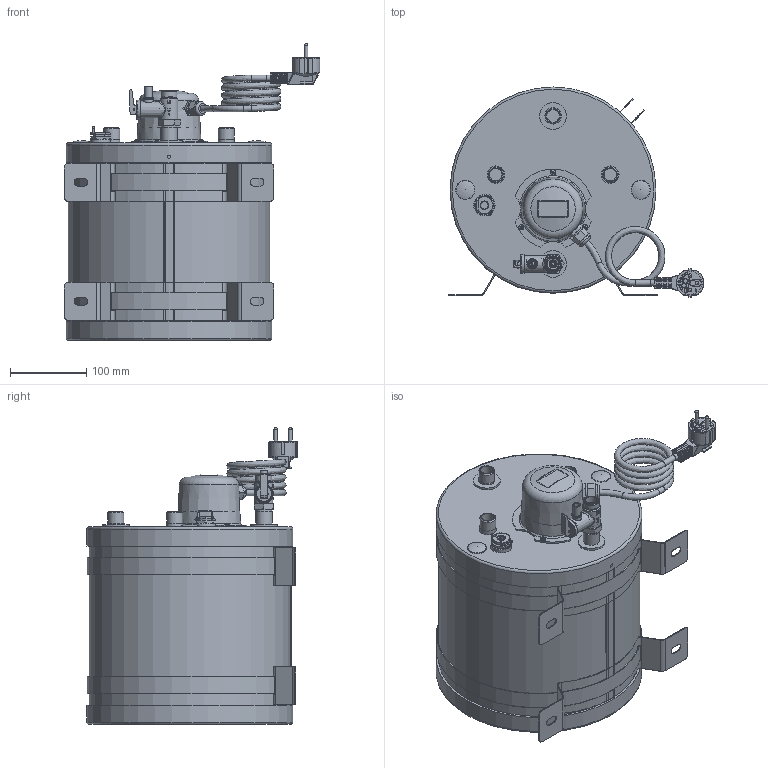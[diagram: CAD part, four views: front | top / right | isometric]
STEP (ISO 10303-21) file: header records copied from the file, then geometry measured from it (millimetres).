
FILE_DESCRIPTION (( 'STEP AP214' ), '1' );
FILE_NAME ('VB09050A_mod.STEP', '2025-04-10T09:03:13', ( '' ), ( '' ), 'SwSTEP 2.0', 'SolidWorks 2024', '' );
FILE_SCHEMA (( 'AUTOMOTIVE_DESIGN' ));
Length unit declared in the file: millimetre
Products named in the file (22): 140-0001_2; 060-0750_2; 140-0312_2; 030-0515_2; 020-0052_2; 900-0135; 060-0749_2; 020-0516_2; 060-0752_2; 0-0933_2; 020-0516-0_2; 020-0525_2; 110-0130_2; 020-0738_2; 080-0034_2; 060-0753_2; 0-0939_2; VB09050A_mod; 020-0524_2; 080-0509_2; 0-0934_2; 130-0207_2
Assembly tree (27 placements, depth 3):
  VB09050A_mod
    060-0749_2
    060-0750_2  x2
    060-0752_2
    060-0753_2
    020-0738_2
      020-0516_2
    0-0933_2
    0-0934_2  x2
    0-0939_2  x2
    020-0052_2
    020-0516-0_2
    020-0524_2
    020-0525_2
    030-0515_2
    080-0034_2  x3
    080-0509_2
    110-0130_2
    130-0207_2
    140-0001_2
    140-0312_2  x2
    900-0135
Bounding box: 335.24 x 275.53 x 389.36 mm (x, y, z)
Volume: 840055.3 mm3; surface area: 1032350.9 mm2
Topology: 31 solids, 43 shells, 2394 faces, 6087 edges, 3787 vertices
Faces by surface type: plane 1047, cylinder 786, bspline 436, cone 110, torus 13, sphere 2
Full cylindrical faces by diameter (mm): 1.5 x7, 1.7 x1, 2.2 x1, 2.4 x2, 2.5 x3, 2.64 x15, 2.75 x1, 2.8 x1, 2.85 x1, 3.2 x2, 3.7 x1, 4 x3, 4.7 x2, 5 x1, 5.3 x2, 5.4 x1, 5.818 x1, 6.2 x1, 7 x3, 7.5 x1, 8 x5, 8.5 x4, 9 x1, 10 x2, 10.5 x3, 11 x1, 12 x1, 12.5 x1, 13.5 x1, 15 x9
Entity records: 92018 total; most frequent: CARTESIAN_POINT 45488, ORIENTED_EDGE 10316, DIRECTION 7840, EDGE_CURVE 5169, VERTEX_POINT 3361, AXIS2_PLACEMENT_3D 2824, EDGE_LOOP 2592, FACE_OUTER_BOUND 2361
